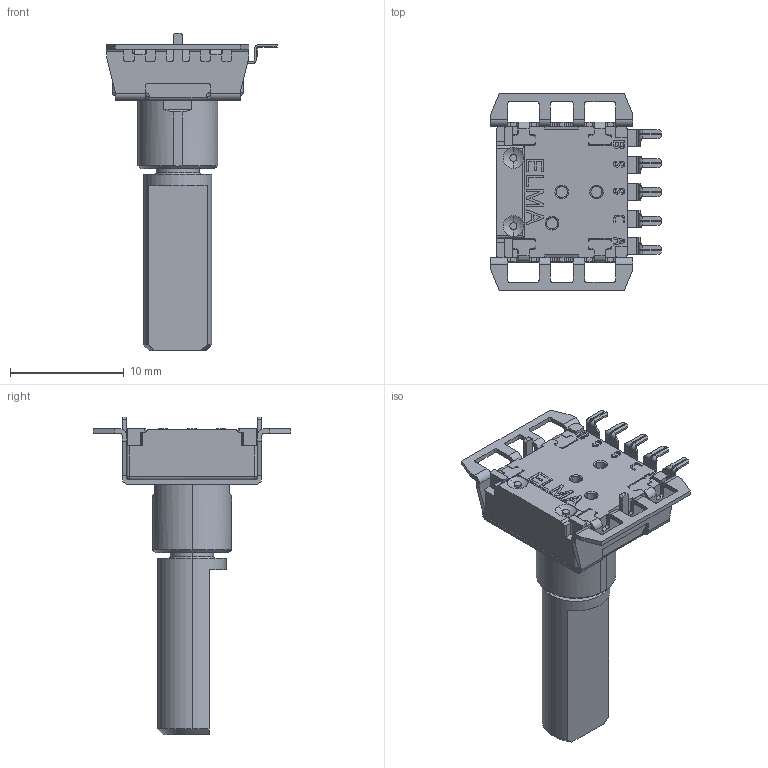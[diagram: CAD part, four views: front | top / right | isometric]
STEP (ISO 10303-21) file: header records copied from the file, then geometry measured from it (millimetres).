
FILE_DESCRIPTION (( 'STEP AP214' ), '1' );
FILE_NAME ('CH13-E33-Dummy-E33-SNXXXM01X-C.STEP', '2020-09-07T18:35:01', ( '' ), ( '' ), 'SwSTEP 2.0', 'SolidWorks 2019', '' );
FILE_SCHEMA (( 'AUTOMOTIVE_DESIGN' ));
Length unit declared in the file: inch
Products named in the file (1): CH13-E33-Dummy-E33-SNXXXM01X-C
Bounding box: 15 x 17.4 x 27.9 mm (x, y, z)
Volume: 1242.5 mm3; surface area: 1222.8 mm2
Topology: 1 solids, 1 shells, 768 faces, 2193 edges, 1412 vertices
Faces by surface type: plane 419, cylinder 291, torus 26, bspline 16, cone 12, sphere 4
Entity records: 25956 total; most frequent: CARTESIAN_POINT 5348, ORIENTED_EDGE 4370, DIRECTION 4270, EDGE_CURVE 2185, VECTOR 1486, LINE 1486, VERTEX_POINT 1412, AXIS2_PLACEMENT_3D 1392
